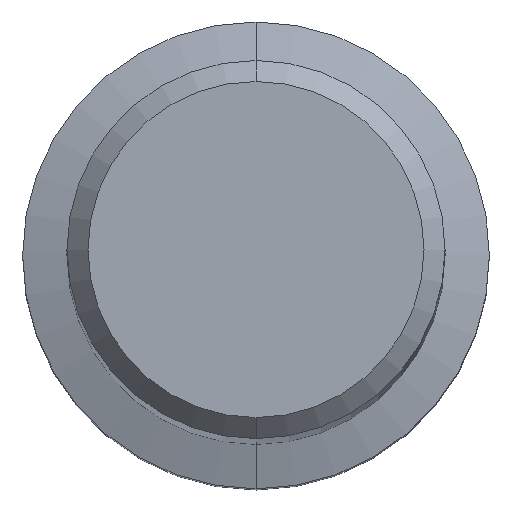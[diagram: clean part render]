
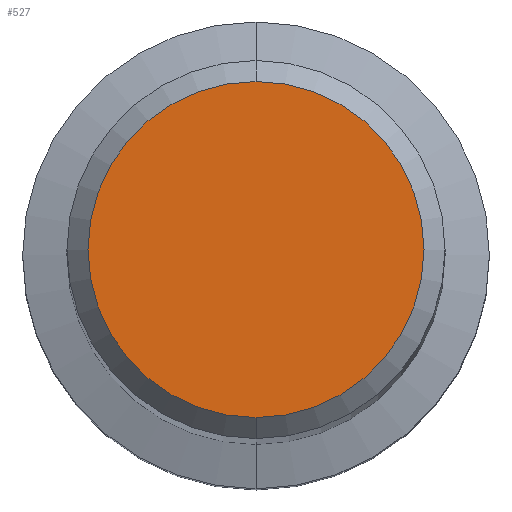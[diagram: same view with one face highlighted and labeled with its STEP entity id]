
A CAD part, top view. The second image highlights one B-rep face of the part: STEP entity #527.
In plain terms, the highlighted planar face has unit normal (0, 0, 1).
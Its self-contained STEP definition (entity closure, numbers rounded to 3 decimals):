
#279=VERTEX_POINT('',#647);
#323=VERTEX_POINT('',#698);
#401=EDGE_CURVE('',#279,#323,#782,.T.);
#445=EDGE_CURVE('',#323,#279,#827,.T.);
#527=ADVANCED_FACE('',(#918),#919,.T.);
#647=CARTESIAN_POINT('',(0.0,4.0,0.0));
#698=CARTESIAN_POINT('',(0.,-4.0,0.0));
#782=CIRCLE('',#1337,4.0);
#827=CIRCLE('',#1459,4.0);
#918=FACE_OUTER_BOUND('',#1638,.T.);
#919=PLANE('',#1639);
#1337=AXIS2_PLACEMENT_3D('',#1953,#1954,#1955);
#1459=AXIS2_PLACEMENT_3D('',#1979,#1980,#1981);
#1638=EDGE_LOOP('',(#2078,#2079));
#1639=AXIS2_PLACEMENT_3D('',#2080,#2081,#2082);
#1953=CARTESIAN_POINT('',(0.0,0.0,0.0));
#1954=DIRECTION('',(0.0,0.0,-1.0));
#1955=DIRECTION('',(0.0,1.0,0.0));
#1979=CARTESIAN_POINT('',(0.0,0.0,0.0));
#1980=DIRECTION('',(0.0,0.0,-1.0));
#1981=DIRECTION('',(0.0,1.0,0.0));
#2078=ORIENTED_EDGE('',*,*,#401,.F.);
#2079=ORIENTED_EDGE('',*,*,#445,.F.);
#2080=CARTESIAN_POINT('',(0.0,2.0,0.0));
#2081=DIRECTION('',(-0.0,0.0,1.0));
#2082=DIRECTION('',(0.0,-1.0,0.0));
